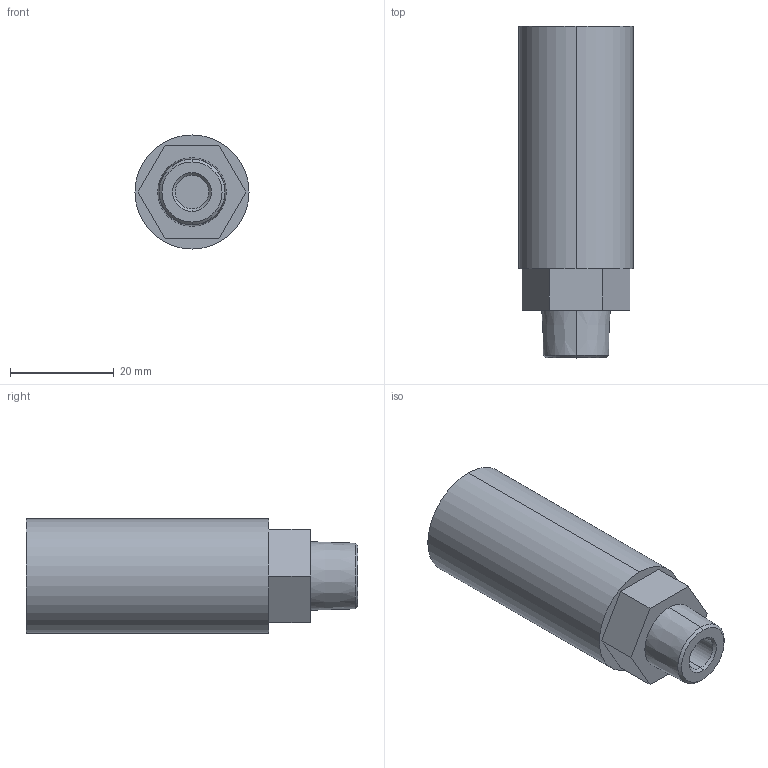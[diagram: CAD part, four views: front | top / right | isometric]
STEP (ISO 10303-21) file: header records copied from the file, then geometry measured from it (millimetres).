
FILE_DESCRIPTION (( 'STEP AP214' ), '1' );
FILE_NAME ('ANA1-02.step.step', '2010-07-30T21:22:46', ( 'SysAdmin' ), ( 'SolidWorks' ), 'SwSTEP 2.0', 'SolidWorks 2010', '' );
FILE_SCHEMA (( 'AUTOMOTIVE_DESIGN' ));
Length unit declared in the file: millimetre
Products named in the file (2): ANA1-02.step; ANA1-02.step_Ana16018 Body_A1-02
Assembly tree (1 placements, depth 2):
  ANA1-02.step
    ANA1-02.step_Ana16018 Body_A1-02
Bounding box: 22 x 64 x 22 mm (x, y, z)
Volume: 20670.4 mm3; surface area: 5186.7 mm2
Topology: 1 solids, 1 shells, 21 faces, 44 edges, 28 vertices
Faces by surface type: plane 11, cone 6, cylinder 4
Entity records: 628 total; most frequent: DIRECTION 110, CARTESIAN_POINT 97, ORIENTED_EDGE 88, EDGE_CURVE 44, AXIS2_PLACEMENT_3D 41, VERTEX_POINT 28, LINE 28, VECTOR 28
